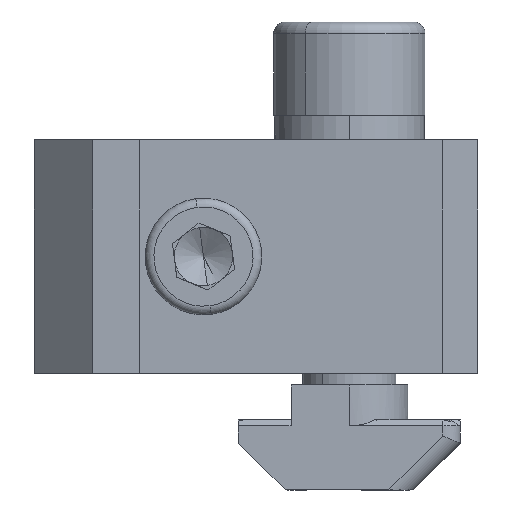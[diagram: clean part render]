
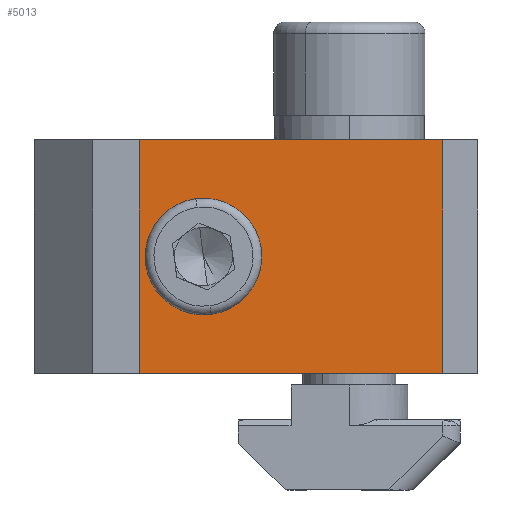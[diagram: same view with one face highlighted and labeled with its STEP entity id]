
A CAD part, left-side view. The second image highlights one B-rep face of the part: STEP entity #5013.
In plain terms, the highlighted face is planar.
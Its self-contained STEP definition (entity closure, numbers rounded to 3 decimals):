
#122 = AXIS2_PLACEMENT_3D ( 'NONE', #425, #424, #423 ) ;
#142 = EDGE_CURVE ( 'NONE', #2936, #2946, #1404, .T. ) ;
#206 = EDGE_CURVE ( 'NONE', #2946, #4527, #1276, .T. ) ;
#215 = EDGE_CURVE ( 'NONE', #2948, #2944, #1265, .T. ) ;
#218 = EDGE_CURVE ( 'NONE', #2936, #4526, #1263, .T. ) ;
#256 = EDGE_CURVE ( 'NONE', #4526, #4527, #1221, .T. ) ;
#376 = DIRECTION ( 'NONE',  ( 0., 1., 0. ) ) ;
#377 = CARTESIAN_POINT ( 'NONE',  ( 703.666, 675.484, 0. ) ) ;
#421 = DIRECTION ( 'NONE',  ( 0., 0., -1. ) ) ;
#423 = DIRECTION ( 'NONE',  ( 0., 0., -1. ) ) ;
#424 = DIRECTION ( 'NONE',  ( 1., 0., 0. ) ) ;
#425 = CARTESIAN_POINT ( 'NONE',  ( 703.666, 669.984, 10. ) ) ;
#428 = CARTESIAN_POINT ( 'NONE',  ( 703.666, 649.484, 20. ) ) ;
#432 = DIRECTION ( 'NONE',  ( 0., 0., -1. ) ) ;
#437 = CARTESIAN_POINT ( 'NONE',  ( 703.666, 675.484, 20. ) ) ;
#548 = DIRECTION ( 'NONE',  ( 0., 1., 0. ) ) ;
#549 = CARTESIAN_POINT ( 'NONE',  ( 703.666, 675.484, 20. ) ) ;
#808 = DIRECTION ( 'NONE',  ( 0., 0., -1. ) ) ;
#809 = DIRECTION ( 'NONE',  ( 1., 0., 0. ) ) ;
#810 = CARTESIAN_POINT ( 'NONE',  ( 703.666, 669.984, 10. ) ) ;
#1053 = CARTESIAN_POINT ( 'NONE',  ( 703.666, 675.484, 0. ) ) ;
#1062 = CARTESIAN_POINT ( 'NONE',  ( 703.666, 649.484, 0. ) ) ;
#1218 = VECTOR ( 'NONE', #376, 1000. ) ;
#1221 = LINE ( 'NONE', #377, #1218 ) ;
#1259 = VECTOR ( 'NONE', #421, 1000. ) ;
#1263 = LINE ( 'NONE', #428, #1259 ) ;
#1265 = CIRCLE ( 'NONE', #122, 3.1 ) ;
#1268 = VECTOR ( 'NONE', #432, 1000. ) ;
#1276 = LINE ( 'NONE', #437, #1268 ) ;
#1401 = VECTOR ( 'NONE', #548, 1000. ) ;
#1404 = LINE ( 'NONE', #549, #1401 ) ;
#1513 = AXIS2_PLACEMENT_3D ( 'NONE', #4198, #4193, #4206 ) ;
#2766 = EDGE_LOOP ( 'NONE', ( #2879, #2883 ) ) ;
#2785 = EDGE_LOOP ( 'NONE', ( #2884, #2885, #2886, #2887 ) ) ;
#2879 = ORIENTED_EDGE ( 'NONE', *, *, #215, .F. ) ;
#2883 = ORIENTED_EDGE ( 'NONE', *, *, #2911, .F. ) ;
#2884 = ORIENTED_EDGE ( 'NONE', *, *, #256, .T. ) ;
#2885 = ORIENTED_EDGE ( 'NONE', *, *, #206, .F. ) ;
#2886 = ORIENTED_EDGE ( 'NONE', *, *, #142, .F. ) ;
#2887 = ORIENTED_EDGE ( 'NONE', *, *, #218, .T. ) ;
#2911 = EDGE_CURVE ( 'NONE', #2944, #2948, #5304, .T. ) ;
#2936 = VERTEX_POINT ( 'NONE', #4605 ) ;
#2944 = VERTEX_POINT ( 'NONE', #4581 ) ;
#2946 = VERTEX_POINT ( 'NONE', #4577 ) ;
#2948 = VERTEX_POINT ( 'NONE', #4571 ) ;
#4170 = AXIS2_PLACEMENT_3D ( 'NONE', #810, #809, #808 ) ;
#4193 = DIRECTION ( 'NONE',  ( -1., 0., 0. ) ) ;
#4198 = CARTESIAN_POINT ( 'NONE',  ( 703.666, 675.484, 20. ) ) ;
#4199 = PLANE ( 'NONE',  #1513 ) ;
#4206 = DIRECTION ( 'NONE',  ( 0., 0., 1. ) ) ;
#4526 = VERTEX_POINT ( 'NONE', #1062 ) ;
#4527 = VERTEX_POINT ( 'NONE', #1053 ) ;
#4571 = CARTESIAN_POINT ( 'NONE',  ( 703.666, 669.984, 6.9 ) ) ;
#4577 = CARTESIAN_POINT ( 'NONE',  ( 703.666, 675.484, 20. ) ) ;
#4581 = CARTESIAN_POINT ( 'NONE',  ( 703.666, 669.984, 13.1 ) ) ;
#4605 = CARTESIAN_POINT ( 'NONE',  ( 703.666, 649.484, 20. ) ) ;
#5013 = ADVANCED_FACE ( 'NONE', ( #5648, #5655 ), #4199, .F. ) ;
#5304 = CIRCLE ( 'NONE', #4170, 3.1 ) ;
#5648 = FACE_BOUND ( 'NONE', #2766, .T. ) ;
#5655 = FACE_OUTER_BOUND ( 'NONE', #2785, .T. ) ;
